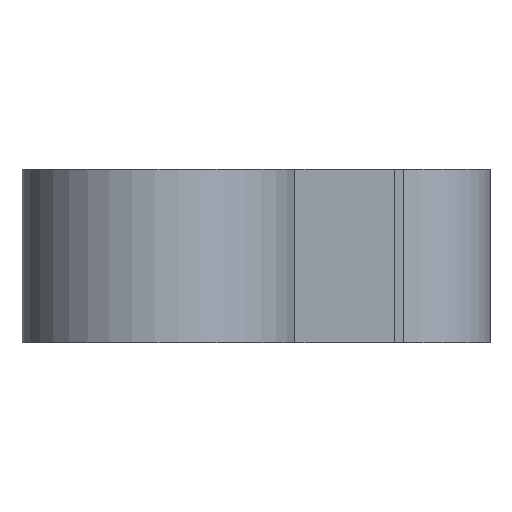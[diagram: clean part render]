
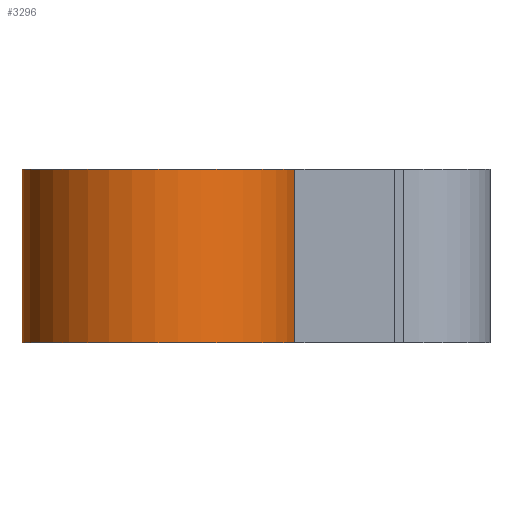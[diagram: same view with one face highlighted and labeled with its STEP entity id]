
A CAD part, front view. The second image highlights one B-rep face of the part: STEP entity #3296.
In plain terms, the highlighted cylindrical face has radius 8 mm (diameter 16 mm), a partial arc.
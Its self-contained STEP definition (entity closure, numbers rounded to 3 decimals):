
#1377 = PLANE('',#1378);
#1378 = AXIS2_PLACEMENT_3D('',#1379,#1380,#1381);
#1379 = CARTESIAN_POINT('',(-8.,10.,0.));
#1380 = DIRECTION('',(1.,0.,0.));
#1381 = DIRECTION('',(0.,0.,1.));
#2407 = EDGE_CURVE('',#2408,#2410,#2412,.T.);
#2408 = VERTEX_POINT('',#2409);
#2409 = CARTESIAN_POINT('',(-8.,10.,0.));
#2410 = VERTEX_POINT('',#2411);
#2411 = CARTESIAN_POINT('',(-8.,10.,10.));
#2412 = SURFACE_CURVE('',#2413,(#2417,#2424),.PCURVE_S1.);
#2413 = LINE('',#2414,#2415);
#2414 = CARTESIAN_POINT('',(-8.,10.,0.));
#2415 = VECTOR('',#2416,1.);
#2416 = DIRECTION('',(0.,0.,1.));
#2417 = PCURVE('',#1377,#2418);
#2418 = DEFINITIONAL_REPRESENTATION('',(#2419),#2423);
#2419 = LINE('',#2420,#2421);
#2420 = CARTESIAN_POINT('',(0.,0.));
#2421 = VECTOR('',#2422,1.);
#2422 = DIRECTION('',(1.,0.));
#2423 = ( GEOMETRIC_REPRESENTATION_CONTEXT(2) 
PARAMETRIC_REPRESENTATION_CONTEXT() REPRESENTATION_CONTEXT('2D SPACE',''
  ) );
#2424 = PCURVE('',#2425,#2430);
#2425 = CYLINDRICAL_SURFACE('',#2426,8.);
#2426 = AXIS2_PLACEMENT_3D('',#2427,#2428,#2429);
#2427 = CARTESIAN_POINT('',(0.,10.,0.));
#2428 = DIRECTION('',(0.,0.,1.));
#2429 = DIRECTION('',(1.,0.,0.));
#2430 = DEFINITIONAL_REPRESENTATION('',(#2431),#2435);
#2431 = LINE('',#2432,#2433);
#2432 = CARTESIAN_POINT('',(3.142,0.));
#2433 = VECTOR('',#2434,1.);
#2434 = DIRECTION('',(0.,1.));
#2435 = ( GEOMETRIC_REPRESENTATION_CONTEXT(2) 
PARAMETRIC_REPRESENTATION_CONTEXT() REPRESENTATION_CONTEXT('2D SPACE',''
  ) );
#2692 = VERTEX_POINT('',#2693);
#2693 = CARTESIAN_POINT('',(7.746,8.,10.));
#2734 = PLANE('',#2735);
#2735 = AXIS2_PLACEMENT_3D('',#2736,#2737,#2738);
#2736 = CARTESIAN_POINT('',(0.,8.,0.));
#2737 = DIRECTION('',(0.,1.,0.));
#2738 = DIRECTION('',(0.,0.,1.));
#2990 = VERTEX_POINT('',#2991);
#2991 = CARTESIAN_POINT('',(7.746,8.,0.));
#3296 = ADVANCED_FACE('',(#3297),#2425,.T.);
#3297 = FACE_BOUND('',#3298,.T.);
#3298 = EDGE_LOOP('',(#3299,#3326,#3327,#3354));
#3299 = ORIENTED_EDGE('',*,*,#3300,.F.);
#3300 = EDGE_CURVE('',#2410,#2692,#3301,.T.);
#3301 = SURFACE_CURVE('',#3302,(#3307,#3314),.PCURVE_S1.);
#3302 = CIRCLE('',#3303,8.);
#3303 = AXIS2_PLACEMENT_3D('',#3304,#3305,#3306);
#3304 = CARTESIAN_POINT('',(0.,10.,10.));
#3305 = DIRECTION('',(0.,0.,1.));
#3306 = DIRECTION('',(1.,0.,0.));
#3307 = PCURVE('',#2425,#3308);
#3308 = DEFINITIONAL_REPRESENTATION('',(#3309),#3313);
#3309 = LINE('',#3310,#3311);
#3310 = CARTESIAN_POINT('',(0.,10.));
#3311 = VECTOR('',#3312,1.);
#3312 = DIRECTION('',(1.,0.));
#3313 = ( GEOMETRIC_REPRESENTATION_CONTEXT(2) 
PARAMETRIC_REPRESENTATION_CONTEXT() REPRESENTATION_CONTEXT('2D SPACE',''
  ) );
#3314 = PCURVE('',#3315,#3320);
#3315 = PLANE('',#3316);
#3316 = AXIS2_PLACEMENT_3D('',#3317,#3318,#3319);
#3317 = CARTESIAN_POINT('',(0.,10.,10.));
#3318 = DIRECTION('',(0.,0.,1.));
#3319 = DIRECTION('',(1.,0.,0.));
#3320 = DEFINITIONAL_REPRESENTATION('',(#3321),#3325);
#3321 = CIRCLE('',#3322,8.);
#3322 = AXIS2_PLACEMENT_2D('',#3323,#3324);
#3323 = CARTESIAN_POINT('',(0.,0.));
#3324 = DIRECTION('',(1.,0.));
#3325 = ( GEOMETRIC_REPRESENTATION_CONTEXT(2) 
PARAMETRIC_REPRESENTATION_CONTEXT() REPRESENTATION_CONTEXT('2D SPACE',''
  ) );
#3326 = ORIENTED_EDGE('',*,*,#2407,.F.);
#3327 = ORIENTED_EDGE('',*,*,#3328,.T.);
#3328 = EDGE_CURVE('',#2408,#2990,#3329,.T.);
#3329 = SURFACE_CURVE('',#3330,(#3335,#3342),.PCURVE_S1.);
#3330 = CIRCLE('',#3331,8.);
#3331 = AXIS2_PLACEMENT_3D('',#3332,#3333,#3334);
#3332 = CARTESIAN_POINT('',(0.,10.,0.));
#3333 = DIRECTION('',(0.,0.,1.));
#3334 = DIRECTION('',(1.,0.,0.));
#3335 = PCURVE('',#2425,#3336);
#3336 = DEFINITIONAL_REPRESENTATION('',(#3337),#3341);
#3337 = LINE('',#3338,#3339);
#3338 = CARTESIAN_POINT('',(0.,0.));
#3339 = VECTOR('',#3340,1.);
#3340 = DIRECTION('',(1.,0.));
#3341 = ( GEOMETRIC_REPRESENTATION_CONTEXT(2) 
PARAMETRIC_REPRESENTATION_CONTEXT() REPRESENTATION_CONTEXT('2D SPACE',''
  ) );
#3342 = PCURVE('',#3343,#3348);
#3343 = PLANE('',#3344);
#3344 = AXIS2_PLACEMENT_3D('',#3345,#3346,#3347);
#3345 = CARTESIAN_POINT('',(0.,10.,0.));
#3346 = DIRECTION('',(0.,0.,1.));
#3347 = DIRECTION('',(1.,0.,0.));
#3348 = DEFINITIONAL_REPRESENTATION('',(#3349),#3353);
#3349 = CIRCLE('',#3350,8.);
#3350 = AXIS2_PLACEMENT_2D('',#3351,#3352);
#3351 = CARTESIAN_POINT('',(0.,0.));
#3352 = DIRECTION('',(1.,0.));
#3353 = ( GEOMETRIC_REPRESENTATION_CONTEXT(2) 
PARAMETRIC_REPRESENTATION_CONTEXT() REPRESENTATION_CONTEXT('2D SPACE',''
  ) );
#3354 = ORIENTED_EDGE('',*,*,#3355,.T.);
#3355 = EDGE_CURVE('',#2990,#2692,#3356,.T.);
#3356 = SURFACE_CURVE('',#3357,(#3361,#3367),.PCURVE_S1.);
#3357 = LINE('',#3358,#3359);
#3358 = CARTESIAN_POINT('',(7.746,8.,0.));
#3359 = VECTOR('',#3360,1.);
#3360 = DIRECTION('',(0.,0.,1.));
#3361 = PCURVE('',#2425,#3362);
#3362 = DEFINITIONAL_REPRESENTATION('',(#3363),#3366);
#3363 = B_SPLINE_CURVE_WITH_KNOTS('',1,(#3364,#3365),.UNSPECIFIED.,.F.,
  .F.,(2,2),(0.,10.),.PIECEWISE_BEZIER_KNOTS.);
#3364 = CARTESIAN_POINT('',(6.031,0.));
#3365 = CARTESIAN_POINT('',(6.031,10.));
#3366 = ( GEOMETRIC_REPRESENTATION_CONTEXT(2) 
PARAMETRIC_REPRESENTATION_CONTEXT() REPRESENTATION_CONTEXT('2D SPACE',''
  ) );
#3367 = PCURVE('',#2734,#3368);
#3368 = DEFINITIONAL_REPRESENTATION('',(#3369),#3372);
#3369 = B_SPLINE_CURVE_WITH_KNOTS('',1,(#3370,#3371),.UNSPECIFIED.,.F.,
  .F.,(2,2),(0.,10.),.PIECEWISE_BEZIER_KNOTS.);
#3370 = CARTESIAN_POINT('',(0.,7.746));
#3371 = CARTESIAN_POINT('',(10.,7.746));
#3372 = ( GEOMETRIC_REPRESENTATION_CONTEXT(2) 
PARAMETRIC_REPRESENTATION_CONTEXT() REPRESENTATION_CONTEXT('2D SPACE',''
  ) );
